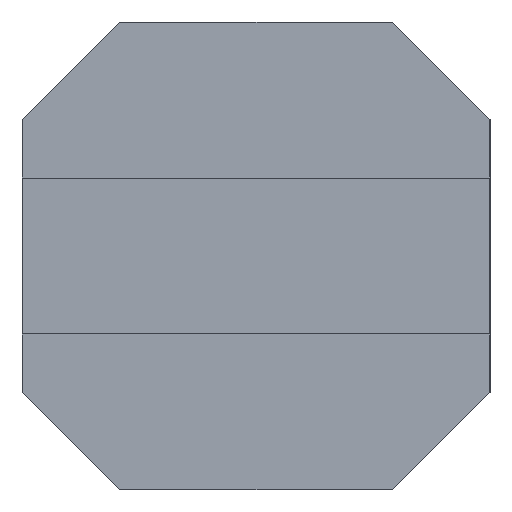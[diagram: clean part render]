
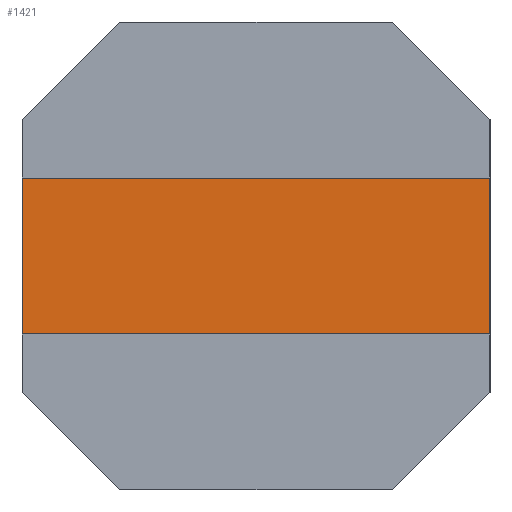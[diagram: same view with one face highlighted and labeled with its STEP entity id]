
A CAD part, left-side view. The second image highlights one B-rep face of the part: STEP entity #1421.
In plain terms, the highlighted planar face has unit normal (-1, 0, 0).
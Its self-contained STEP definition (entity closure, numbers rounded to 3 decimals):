
#22 = VERTEX_POINT ( 'NONE', #682 ) ;
#40 = ORIENTED_EDGE ( 'NONE', *, *, #138, .T. ) ;
#42 = LINE ( 'NONE', #506, #1150 ) ;
#103 = LINE ( 'NONE', #520, #1173 ) ;
#138 = EDGE_CURVE ( 'NONE', #22, #1477, #42, .T. ) ;
#179 = AXIS2_PLACEMENT_3D ( 'NONE', #410, #1487, #534 ) ;
#211 = ORIENTED_EDGE ( 'NONE', *, *, #1196, .F. ) ;
#242 = VERTEX_POINT ( 'NONE', #298 ) ;
#272 = VECTOR ( 'NONE', #675, 1000. ) ;
#297 = CARTESIAN_POINT ( 'NONE',  ( 13., -6., -2. ) ) ;
#298 = CARTESIAN_POINT ( 'NONE',  ( 13., 6., -2. ) ) ;
#350 = DIRECTION ( 'NONE',  ( 0., 0., -1. ) ) ;
#410 = CARTESIAN_POINT ( 'NONE',  ( 13., -6., 2. ) ) ;
#506 = CARTESIAN_POINT ( 'NONE',  ( 13., -6., 2. ) ) ;
#508 = ORIENTED_EDGE ( 'NONE', *, *, #639, .F. ) ;
#520 = CARTESIAN_POINT ( 'NONE',  ( 13., -6., 2. ) ) ;
#534 = DIRECTION ( 'NONE',  ( 0., 0., -1. ) ) ;
#545 = LINE ( 'NONE', #297, #272 ) ;
#551 = DIRECTION ( 'NONE',  ( 0., 0., -1. ) ) ;
#621 = ORIENTED_EDGE ( 'NONE', *, *, #1162, .T. ) ;
#639 = EDGE_CURVE ( 'NONE', #22, #1040, #103, .T. ) ;
#674 = PLANE ( 'NONE',  #179 ) ;
#675 = DIRECTION ( 'NONE',  ( 0., 1., 0. ) ) ;
#682 = CARTESIAN_POINT ( 'NONE',  ( 13., -6., 2. ) ) ;
#863 = CARTESIAN_POINT ( 'NONE',  ( 13., -6., -2. ) ) ;
#871 = VECTOR ( 'NONE', #350, 1000. ) ;
#920 = CARTESIAN_POINT ( 'NONE',  ( 13., 6., 2. ) ) ;
#933 = EDGE_LOOP ( 'NONE', ( #621, #211, #508, #40 ) ) ;
#944 = DIRECTION ( 'NONE',  ( 0., 1., 0. ) ) ;
#1040 = VERTEX_POINT ( 'NONE', #863 ) ;
#1113 = FACE_OUTER_BOUND ( 'NONE', #933, .T. ) ;
#1121 = CARTESIAN_POINT ( 'NONE',  ( 13., 6., 2. ) ) ;
#1150 = VECTOR ( 'NONE', #944, 1000. ) ;
#1162 = EDGE_CURVE ( 'NONE', #1477, #242, #1377, .T. ) ;
#1173 = VECTOR ( 'NONE', #551, 1000. ) ;
#1196 = EDGE_CURVE ( 'NONE', #1040, #242, #545, .T. ) ;
#1377 = LINE ( 'NONE', #920, #871 ) ;
#1421 = ADVANCED_FACE ( 'NONE', ( #1113 ), #674, .F. ) ;
#1477 = VERTEX_POINT ( 'NONE', #1121 ) ;
#1487 = DIRECTION ( 'NONE',  ( 1., 0., 0. ) ) ;
